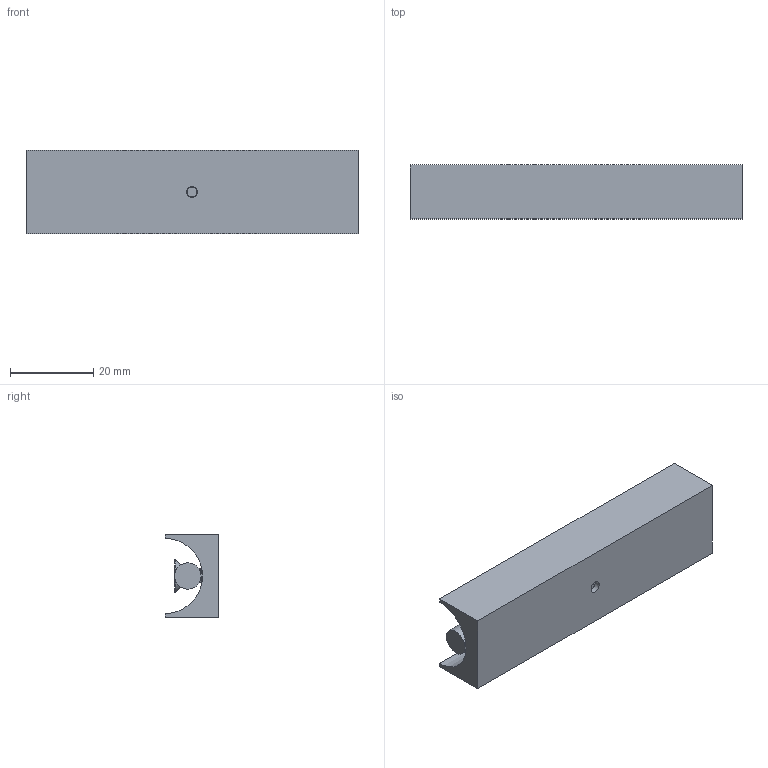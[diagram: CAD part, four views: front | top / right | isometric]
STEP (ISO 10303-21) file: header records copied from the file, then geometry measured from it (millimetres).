
FILE_DESCRIPTION(/* description */ (''),/* implementation_level */ '2;1');
FILE_NAME(/* name */ '3.step',/* time_stamp */ '2018-03-08T12:22:13-05:00',/* author */ ('mc78MSAS'),/* organization */ (''),/* preprocessor_version */ 'ST-DEVELOPER v16.13',/* originating_system */ 'Autodesk Translation Framework v6.5.0.72',/* authorisation */ '');
FILE_SCHEMA (('AUTOMOTIVE_DESIGN { 1 0 10303 214 3 1 1 }'));
Length unit declared in the file: millimetre
Products named in the file (3): crud ring holder; crud rings holding rod; 90585A212
Assembly tree (2 placements, depth 3):
  crud ring holder
    crud rings holding rod
      90585A212
Bounding box: 80 x 13 x 20 mm (x, y, z)
Volume: 13077.1 mm3; surface area: 8314.6 mm2
Topology: 3 solids, 3 shells, 54 faces, 132 edges, 85 vertices
Faces by surface type: cylinder 22, plane 18, cone 11, bspline 2, torus 1
Full cylindrical faces by diameter (mm): 2.474 x7, 2.769 x1, 3.505 x7, 6.35 x1, 7.798 x1
Entity records: 3351 total; most frequent: CARTESIAN_POINT 2103, ORIENTED_EDGE 264, DIRECTION 225, EDGE_CURVE 132, AXIS2_PLACEMENT_3D 87, VERTEX_POINT 85, EDGE_LOOP 59, FACE_OUTER_BOUND 54
